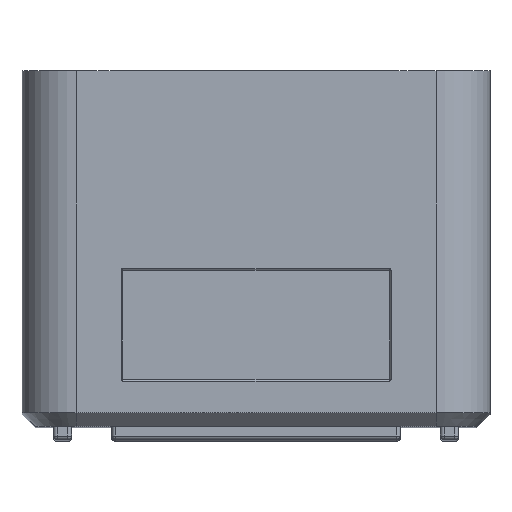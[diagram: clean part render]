
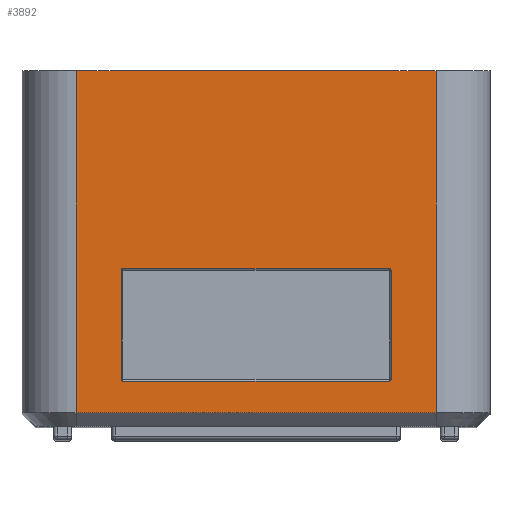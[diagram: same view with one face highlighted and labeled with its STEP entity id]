
A CAD part, top view. The second image highlights one B-rep face of the part: STEP entity #3892.
In plain terms, the highlighted planar face has unit normal (0, 0, 1).
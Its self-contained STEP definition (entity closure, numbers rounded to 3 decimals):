
#16 = ORIENTED_EDGE ( 'NONE', *, *, #3523, .T. ) ;
#172 = ORIENTED_EDGE ( 'NONE', *, *, #5607, .T. ) ;
#229 = VECTOR ( 'NONE', #3524, 1000. ) ;
#447 = VERTEX_POINT ( 'NONE', #3932 ) ;
#451 = VECTOR ( 'NONE', #3280, 1000. ) ;
#458 = ORIENTED_EDGE ( 'NONE', *, *, #4718, .F. ) ;
#501 = DIRECTION ( 'NONE',  ( -1., 0., 0. ) ) ;
#520 = CARTESIAN_POINT ( 'NONE',  ( -14.8, 5., 58.5 ) ) ;
#582 = VERTEX_POINT ( 'NONE', #1867 ) ;
#700 = EDGE_CURVE ( 'NONE', #5534, #3001, #6452, .T. ) ;
#915 = ORIENTED_EDGE ( 'NONE', *, *, #3185, .F. ) ;
#1114 = AXIS2_PLACEMENT_3D ( 'NONE', #4425, #4464, #4968 ) ;
#1219 = EDGE_LOOP ( 'NONE', ( #5552, #16, #458, #4961, #5071, #172, #915, #5543 ) ) ;
#1279 = CIRCLE ( 'NONE', #2906, 0.2 ) ;
#1403 = DIRECTION ( 'NONE',  ( 1., 0., 0. ) ) ;
#1410 = VECTOR ( 'NONE', #5358, 1000. ) ;
#1430 = CARTESIAN_POINT ( 'NONE',  ( 15., 5.2, 58.5 ) ) ;
#1568 = DIRECTION ( 'NONE',  ( -1., 0., 0. ) ) ;
#1572 = EDGE_CURVE ( 'NONE', #6587, #2604, #6331, .T. ) ;
#1607 = CARTESIAN_POINT ( 'NONE',  ( 14.8, 17.3, 58.5 ) ) ;
#1696 = DIRECTION ( 'NONE',  ( 0., 1., 0. ) ) ;
#1709 = VECTOR ( 'NONE', #5197, 1000. ) ;
#1712 = CIRCLE ( 'NONE', #4192, 0.2 ) ;
#1734 = CARTESIAN_POINT ( 'NONE',  ( -15., 5., 58.5 ) ) ;
#1739 = LINE ( 'NONE', #4580, #1709 ) ;
#1760 = LINE ( 'NONE', #2896, #5658 ) ;
#1798 = EDGE_CURVE ( 'NONE', #5534, #5575, #5967, .T. ) ;
#1839 = DIRECTION ( 'NONE',  ( 0., 0., -1. ) ) ;
#1867 = CARTESIAN_POINT ( 'NONE',  ( -15., 5.2, 58.5 ) ) ;
#1928 = CARTESIAN_POINT ( 'NONE',  ( 20., 39.5, 58.5 ) ) ;
#2009 = CARTESIAN_POINT ( 'NONE',  ( -15., 17.3, 58.5 ) ) ;
#2027 = CARTESIAN_POINT ( 'NONE',  ( -14.8, 5.2, 58.5 ) ) ;
#2061 = LINE ( 'NONE', #6427, #4274 ) ;
#2113 = VECTOR ( 'NONE', #4213, 1000. ) ;
#2416 = CARTESIAN_POINT ( 'NONE',  ( 14.8, 5., 58.5 ) ) ;
#2591 = VERTEX_POINT ( 'NONE', #6749 ) ;
#2601 = EDGE_CURVE ( 'NONE', #3001, #4277, #1760, .T. ) ;
#2604 = VERTEX_POINT ( 'NONE', #2416 ) ;
#2786 = CARTESIAN_POINT ( 'NONE',  ( -20., 39.5, 58.5 ) ) ;
#2814 = CARTESIAN_POINT ( 'NONE',  ( 14.8, 5.2, 58.5 ) ) ;
#2873 = CARTESIAN_POINT ( 'NONE',  ( 15., 17.3, 58.5 ) ) ;
#2896 = CARTESIAN_POINT ( 'NONE',  ( 20., 39.5, 58.5 ) ) ;
#2906 = AXIS2_PLACEMENT_3D ( 'NONE', #1607, #3853, #1568 ) ;
#2968 = CIRCLE ( 'NONE', #4860, 0.2 ) ;
#3001 = VERTEX_POINT ( 'NONE', #1928 ) ;
#3117 = CARTESIAN_POINT ( 'NONE',  ( 20., 39.5, 58.5 ) ) ;
#3150 = ORIENTED_EDGE ( 'NONE', *, *, #700, .F. ) ;
#3185 = EDGE_CURVE ( 'NONE', #6587, #3694, #4538, .T. ) ;
#3204 = VECTOR ( 'NONE', #1696, 1000. ) ;
#3280 = DIRECTION ( 'NONE',  ( 0., -1., 0. ) ) ;
#3410 = EDGE_LOOP ( 'NONE', ( #5390, #5646, #3555, #3150 ) ) ;
#3442 = EDGE_CURVE ( 'NONE', #5575, #4277, #2061, .T. ) ;
#3523 = EDGE_CURVE ( 'NONE', #3883, #582, #2968, .T. ) ;
#3524 = DIRECTION ( 'NONE',  ( -1., 0., 0. ) ) ;
#3555 = ORIENTED_EDGE ( 'NONE', *, *, #2601, .F. ) ;
#3694 = VERTEX_POINT ( 'NONE', #2873 ) ;
#3716 = DIRECTION ( 'NONE',  ( 0., 0., -1. ) ) ;
#3827 = FACE_OUTER_BOUND ( 'NONE', #3410, .T. ) ;
#3853 = DIRECTION ( 'NONE',  ( 0., 0., -1. ) ) ;
#3883 = VERTEX_POINT ( 'NONE', #520 ) ;
#3892 = ADVANCED_FACE ( 'NONE', ( #5477, #3827 ), #6065, .F. ) ;
#3932 = CARTESIAN_POINT ( 'NONE',  ( -14.8, 17.5, 58.5 ) ) ;
#3981 = LINE ( 'NONE', #5664, #229 ) ;
#3998 = AXIS2_PLACEMENT_3D ( 'NONE', #2814, #4478, #501 ) ;
#4041 = EDGE_CURVE ( 'NONE', #7003, #447, #1712, .T. ) ;
#4123 = DIRECTION ( 'NONE',  ( 0., -1., 0. ) ) ;
#4192 = AXIS2_PLACEMENT_3D ( 'NONE', #5147, #1839, #5663 ) ;
#4213 = DIRECTION ( 'NONE',  ( 0., -1., 0. ) ) ;
#4274 = VECTOR ( 'NONE', #1403, 1000. ) ;
#4277 = VERTEX_POINT ( 'NONE', #6194 ) ;
#4425 = CARTESIAN_POINT ( 'NONE',  ( 20., 39.5, 58.5 ) ) ;
#4464 = DIRECTION ( 'NONE',  ( 0., 0., -1. ) ) ;
#4478 = DIRECTION ( 'NONE',  ( 0., 0., -1. ) ) ;
#4538 = LINE ( 'NONE', #5115, #3204 ) ;
#4580 = CARTESIAN_POINT ( 'NONE',  ( 15., 5., 58.5 ) ) ;
#4718 = EDGE_CURVE ( 'NONE', #7003, #582, #6764, .T. ) ;
#4860 = AXIS2_PLACEMENT_3D ( 'NONE', #2027, #3716, #7079 ) ;
#4961 = ORIENTED_EDGE ( 'NONE', *, *, #4041, .T. ) ;
#4968 = DIRECTION ( 'NONE',  ( -1., 0., 0. ) ) ;
#5071 = ORIENTED_EDGE ( 'NONE', *, *, #5173, .F. ) ;
#5115 = CARTESIAN_POINT ( 'NONE',  ( 15., 5., 58.5 ) ) ;
#5147 = CARTESIAN_POINT ( 'NONE',  ( -14.8, 17.3, 58.5 ) ) ;
#5173 = EDGE_CURVE ( 'NONE', #2591, #447, #3981, .T. ) ;
#5197 = DIRECTION ( 'NONE',  ( 1., 0., 0. ) ) ;
#5358 = DIRECTION ( 'NONE',  ( 1., 0., 0. ) ) ;
#5390 = ORIENTED_EDGE ( 'NONE', *, *, #1798, .T. ) ;
#5477 = FACE_BOUND ( 'NONE', #1219, .T. ) ;
#5534 = VERTEX_POINT ( 'NONE', #2786 ) ;
#5543 = ORIENTED_EDGE ( 'NONE', *, *, #1572, .T. ) ;
#5552 = ORIENTED_EDGE ( 'NONE', *, *, #6022, .F. ) ;
#5575 = VERTEX_POINT ( 'NONE', #6090 ) ;
#5607 = EDGE_CURVE ( 'NONE', #2591, #3694, #1279, .T. ) ;
#5646 = ORIENTED_EDGE ( 'NONE', *, *, #3442, .T. ) ;
#5658 = VECTOR ( 'NONE', #4123, 1000. ) ;
#5663 = DIRECTION ( 'NONE',  ( -1., 0., 0. ) ) ;
#5664 = CARTESIAN_POINT ( 'NONE',  ( 15., 17.5, 58.5 ) ) ;
#5967 = LINE ( 'NONE', #6545, #2113 ) ;
#6022 = EDGE_CURVE ( 'NONE', #3883, #2604, #1739, .T. ) ;
#6065 = PLANE ( 'NONE',  #1114 ) ;
#6090 = CARTESIAN_POINT ( 'NONE',  ( -20., 1.5, 58.5 ) ) ;
#6194 = CARTESIAN_POINT ( 'NONE',  ( 20., 1.5, 58.5 ) ) ;
#6331 = CIRCLE ( 'NONE', #3998, 0.2 ) ;
#6427 = CARTESIAN_POINT ( 'NONE',  ( 20., 1.5, 58.5 ) ) ;
#6452 = LINE ( 'NONE', #3117, #1410 ) ;
#6545 = CARTESIAN_POINT ( 'NONE',  ( -20., 39.5, 58.5 ) ) ;
#6587 = VERTEX_POINT ( 'NONE', #1430 ) ;
#6749 = CARTESIAN_POINT ( 'NONE',  ( 14.8, 17.5, 58.5 ) ) ;
#6764 = LINE ( 'NONE', #1734, #451 ) ;
#7003 = VERTEX_POINT ( 'NONE', #2009 ) ;
#7079 = DIRECTION ( 'NONE',  ( -1., 0., 0. ) ) ;
